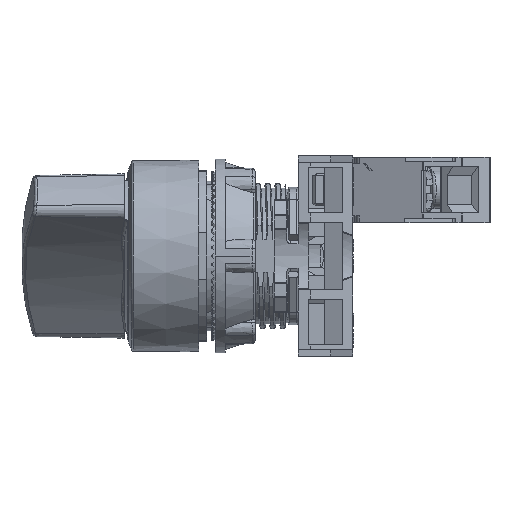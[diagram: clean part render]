
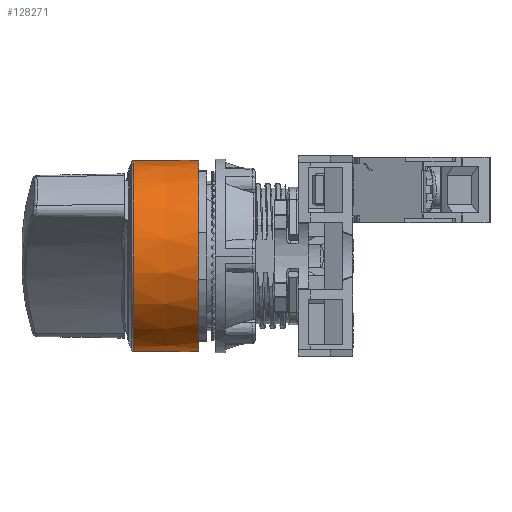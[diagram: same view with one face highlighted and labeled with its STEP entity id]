
A CAD part, left-side view. The second image highlights one B-rep face of the part: STEP entity #128271.
In plain terms, the highlighted conical face has half-angle 0.275 degrees and reference radius 14.277 mm.
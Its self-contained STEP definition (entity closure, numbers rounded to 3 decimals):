
#99441=CARTESIAN_POINT('',(0.,18.6,0.));
#99442=DIRECTION('',(0.,1.,0.));
#99443=DIRECTION('',(0.996,0.,-0.087));
#99444=AXIS2_PLACEMENT_3D('',#99441,#99442,#99443);
#99775=DIRECTION('',(-0.005,-1.,0.));
#99776=VECTOR('',#99775,8.567);
#99777=CARTESIAN_POINT('',(-14.253,28.367,
-0.001));
#99778=LINE('',#99777,#99776);
#99789=CARTESIAN_POINT('',(0.,28.367,
0.));
#99790=DIRECTION('',(0.,-1.,0.));
#99791=DIRECTION('',(-1.,0.,0.));
#99792=AXIS2_PLACEMENT_3D('',#99789,#99790,#99791);
#99794=DIRECTION('',(0.005,-1.,0.));
#99795=VECTOR('',#99794,8.567);
#99796=CARTESIAN_POINT('',(14.253,28.367,
0.001));
#99797=LINE('',#99796,#99795);
#99803=CARTESIAN_POINT('',(0.,19.8,0.));
#99804=DIRECTION('',(0.,1.,0.));
#99805=DIRECTION('',(1.,0.,0.));
#99806=AXIS2_PLACEMENT_3D('',#99803,#99804,#99805);
#99837=CARTESIAN_POINT('',(0.,19.8,0.));
#99838=DIRECTION('',(0.,1.,0.));
#99839=DIRECTION('',(-0.997,0.,-0.08));
#99840=AXIS2_PLACEMENT_3D('',#99837,#99838,#99839);
#99850=CARTESIAN_POINT('',(14.248,19.8,-1.15));
#99851=CARTESIAN_POINT('',(14.247,19.4,
-1.183));
#99852=CARTESIAN_POINT('',(14.246,19.,
-1.217));
#99853=CARTESIAN_POINT('',(14.245,18.6,-1.25));
#99876=CARTESIAN_POINT('',(-14.245,18.6,-1.25));
#99877=CARTESIAN_POINT('',(-14.246,19.,
-1.217));
#99878=CARTESIAN_POINT('',(-14.247,19.4,
-1.183));
#99879=CARTESIAN_POINT('',(-14.248,19.8,-1.15));
#118157=CARTESIAN_POINT('',(14.294,19.8,0.));
#118159=VERTEX_POINT('',#118157);
#118164=CARTESIAN_POINT('',(-14.294,19.8,0.));
#118165=VERTEX_POINT('',#118164);
#118166=VERTEX_POINT('',#99850);
#118167=VERTEX_POINT('',#99853);
#118168=CARTESIAN_POINT('',(-14.248,19.8,-1.15));
#118169=VERTEX_POINT('',#118168);
#118170=VERTEX_POINT('',#99876);
#118964=CARTESIAN_POINT('',(14.253,28.367,
0.001));
#118965=CARTESIAN_POINT('',(-14.253,28.367,
-0.001));
#118966=VERTEX_POINT('',#118964);
#118967=VERTEX_POINT('',#118965);
#128252=CARTESIAN_POINT('',(0.,23.484,
0.));
#128253=DIRECTION('',(0.,-1.,0.));
#128254=DIRECTION('',(0.,0.,-1.));
#128255=AXIS2_PLACEMENT_3D('',#128252,#128253,#128254);
#128256=CONICAL_SURFACE('',#128255,14.277,0.275);
#128257=ORIENTED_EDGE('',*,*,#128236,.F.);
#128258=ORIENTED_EDGE('',*,*,#128197,.T.);
#128260=ORIENTED_EDGE('',*,*,#128259,.F.);
#128262=ORIENTED_EDGE('',*,*,#128261,.F.);
#128263=ORIENTED_EDGE('',*,*,#127699,.F.);
#128265=ORIENTED_EDGE('',*,*,#128264,.F.);
#128267=ORIENTED_EDGE('',*,*,#128266,.F.);
#128268=ORIENTED_EDGE('',*,*,#128187,.F.);
#128269=EDGE_LOOP('',(#128257,#128258,#128260,#128262,#128263,#128265,#128267,
#128268));
#128270=FACE_OUTER_BOUND('',#128269,.F.);
#99445=CIRCLE('',#99444,14.3);
#99793=CIRCLE('',#99792,14.253);
#99807=CIRCLE('',#99806,14.294);
#99841=CIRCLE('',#99840,14.294);
#99854=B_SPLINE_CURVE_WITH_KNOTS('',3,(#99850,#99851,#99852,#99853),
.UNSPECIFIED.,.F.,.F.,(4,4),(0.,1.),.UNSPECIFIED.);
#99880=B_SPLINE_CURVE_WITH_KNOTS('',3,(#99876,#99877,#99878,#99879),
.UNSPECIFIED.,.F.,.F.,(4,4),(0.,1.),.UNSPECIFIED.);
#127699=EDGE_CURVE('',#118167,#118170,#99445,.T.);
#128187=EDGE_CURVE('',#118966,#118159,#99797,.T.);
#128197=EDGE_CURVE('',#118967,#118165,#99778,.T.);
#128236=EDGE_CURVE('',#118967,#118966,#99793,.T.);
#128259=EDGE_CURVE('',#118169,#118165,#99841,.T.);
#128261=EDGE_CURVE('',#118170,#118169,#99880,.T.);
#128264=EDGE_CURVE('',#118166,#118167,#99854,.T.);
#128266=EDGE_CURVE('',#118159,#118166,#99807,.T.);
#128271=ADVANCED_FACE('',(#128270),#128256,.T.);
